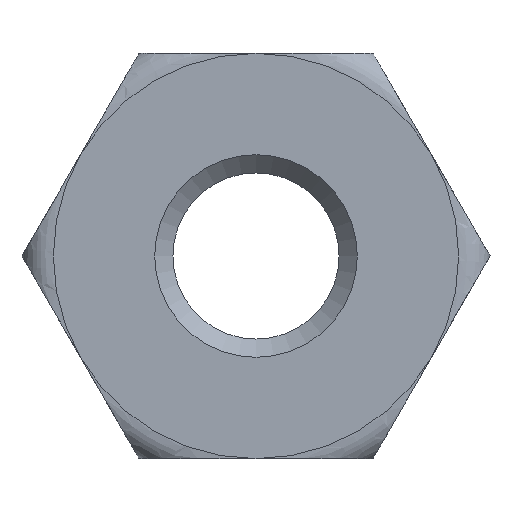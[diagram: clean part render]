
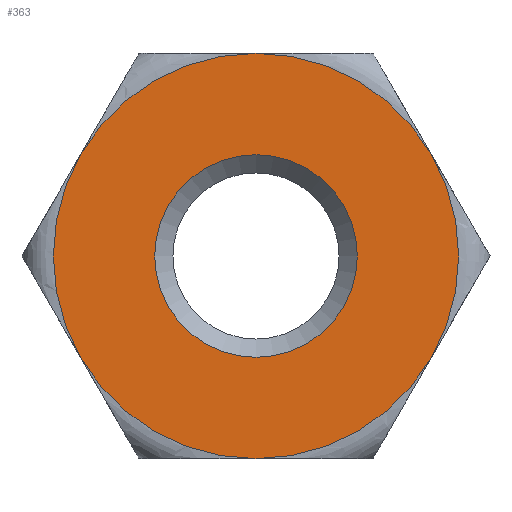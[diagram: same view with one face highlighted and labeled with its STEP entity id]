
A CAD part, front view. The second image highlights one B-rep face of the part: STEP entity #363.
In plain terms, the highlighted planar face has unit normal (0, -1, 0).
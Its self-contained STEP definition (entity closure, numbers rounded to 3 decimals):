
#4 = CARTESIAN_POINT ( 'NONE',  ( 2.165, -1., -1.25 ) ) ;
#14 = DIRECTION ( 'NONE',  ( 1., 0., 0. ) ) ;
#38 = EDGE_CURVE ( 'NONE', #701, #502, #470, .T. ) ;
#40 = DIRECTION ( 'NONE',  ( 0., 0., 1. ) ) ;
#48 = CIRCLE ( 'NONE', #486, 2.5 ) ;
#55 = CARTESIAN_POINT ( 'NONE',  ( 0., -1., 0. ) ) ;
#78 = CARTESIAN_POINT ( 'NONE',  ( 0., -1., -2.5 ) ) ;
#80 = AXIS2_PLACEMENT_3D ( 'NONE', #401, #478, #796 ) ;
#96 = ORIENTED_EDGE ( 'NONE', *, *, #572, .F. ) ;
#120 = VERTEX_POINT ( 'NONE', #78 ) ;
#122 = VERTEX_POINT ( 'NONE', #335 ) ;
#151 = ORIENTED_EDGE ( 'NONE', *, *, #38, .F. ) ;
#158 = CARTESIAN_POINT ( 'NONE',  ( 0., -1., 0. ) ) ;
#186 = EDGE_CURVE ( 'NONE', #731, #122, #724, .T. ) ;
#189 = PLANE ( 'NONE',  #530 ) ;
#194 = VERTEX_POINT ( 'NONE', #557 ) ;
#216 = DIRECTION ( 'NONE',  ( 0., 1., 0. ) ) ;
#240 = EDGE_LOOP ( 'NONE', ( #483 ) ) ;
#254 = DIRECTION ( 'NONE',  ( 0., 0., 1. ) ) ;
#281 = EDGE_CURVE ( 'NONE', #502, #120, #351, .T. ) ;
#313 = EDGE_LOOP ( 'NONE', ( #600, #151, #835, #635, #524, #96 ) ) ;
#318 = DIRECTION ( 'NONE',  ( 0., 1., 0. ) ) ;
#335 = CARTESIAN_POINT ( 'NONE',  ( -2.165, -1., 1.25 ) ) ;
#351 = CIRCLE ( 'NONE', #452, 2.5 ) ;
#363 = ADVANCED_FACE ( 'NONE', ( #376, #716 ), #189, .F. ) ;
#376 = FACE_BOUND ( 'NONE', #240, .T. ) ;
#380 = CARTESIAN_POINT ( 'NONE',  ( 0., -1., 0. ) ) ;
#383 = EDGE_CURVE ( 'NONE', #122, #194, #48, .T. ) ;
#388 = DIRECTION ( 'NONE',  ( 1., 0., 0. ) ) ;
#391 = VERTEX_POINT ( 'NONE', #538 ) ;
#401 = CARTESIAN_POINT ( 'NONE',  ( 0., -1., 0. ) ) ;
#444 = CARTESIAN_POINT ( 'NONE',  ( 0., -1., 0. ) ) ;
#452 = AXIS2_PLACEMENT_3D ( 'NONE', #826, #690, #709 ) ;
#462 = CARTESIAN_POINT ( 'NONE',  ( 2.165, -1., 1.25 ) ) ;
#470 = CIRCLE ( 'NONE', #693, 2.5 ) ;
#478 = DIRECTION ( 'NONE',  ( 0., 1., 0. ) ) ;
#483 = ORIENTED_EDGE ( 'NONE', *, *, #621, .T. ) ;
#485 = EDGE_CURVE ( 'NONE', #194, #701, #763, .T. ) ;
#486 = AXIS2_PLACEMENT_3D ( 'NONE', #380, #726, #719 ) ;
#488 = CIRCLE ( 'NONE', #789, 1.25 ) ;
#502 = VERTEX_POINT ( 'NONE', #4 ) ;
#524 = ORIENTED_EDGE ( 'NONE', *, *, #186, .F. ) ;
#530 = AXIS2_PLACEMENT_3D ( 'NONE', #55, #318, #254 ) ;
#538 = CARTESIAN_POINT ( 'NONE',  ( 0., -1., 1.25 ) ) ;
#557 = CARTESIAN_POINT ( 'NONE',  ( 0., -1., 2.5 ) ) ;
#572 = EDGE_CURVE ( 'NONE', #120, #731, #625, .T. ) ;
#600 = ORIENTED_EDGE ( 'NONE', *, *, #281, .F. ) ;
#605 = DIRECTION ( 'NONE',  ( 1., 0., 0. ) ) ;
#619 = DIRECTION ( 'NONE',  ( 0., 1., 0. ) ) ;
#621 = EDGE_CURVE ( 'NONE', #391, #391, #488, .T. ) ;
#625 = CIRCLE ( 'NONE', #821, 2.5 ) ;
#635 = ORIENTED_EDGE ( 'NONE', *, *, #383, .F. ) ;
#644 = CARTESIAN_POINT ( 'NONE',  ( 0., -1., 0. ) ) ;
#690 = DIRECTION ( 'NONE',  ( 0., 1., 0. ) ) ;
#693 = AXIS2_PLACEMENT_3D ( 'NONE', #444, #867, #388 ) ;
#694 = AXIS2_PLACEMENT_3D ( 'NONE', #158, #619, #14 ) ;
#701 = VERTEX_POINT ( 'NONE', #462 ) ;
#709 = DIRECTION ( 'NONE',  ( 1., 0., 0. ) ) ;
#716 = FACE_OUTER_BOUND ( 'NONE', #313, .T. ) ;
#719 = DIRECTION ( 'NONE',  ( -1., 0., 0. ) ) ;
#724 = CIRCLE ( 'NONE', #694, 2.5 ) ;
#726 = DIRECTION ( 'NONE',  ( 0., 1., 0. ) ) ;
#731 = VERTEX_POINT ( 'NONE', #748 ) ;
#748 = CARTESIAN_POINT ( 'NONE',  ( -2.165, -1., -1.25 ) ) ;
#758 = DIRECTION ( 'NONE',  ( 0., 1., 0. ) ) ;
#763 = CIRCLE ( 'NONE', #80, 2.5 ) ;
#789 = AXIS2_PLACEMENT_3D ( 'NONE', #644, #758, #40 ) ;
#796 = DIRECTION ( 'NONE',  ( 1., 0., 0. ) ) ;
#817 = CARTESIAN_POINT ( 'NONE',  ( 0., -1., 0. ) ) ;
#821 = AXIS2_PLACEMENT_3D ( 'NONE', #817, #216, #605 ) ;
#826 = CARTESIAN_POINT ( 'NONE',  ( 0., -1., 0. ) ) ;
#835 = ORIENTED_EDGE ( 'NONE', *, *, #485, .F. ) ;
#867 = DIRECTION ( 'NONE',  ( 0., 1., 0. ) ) ;
